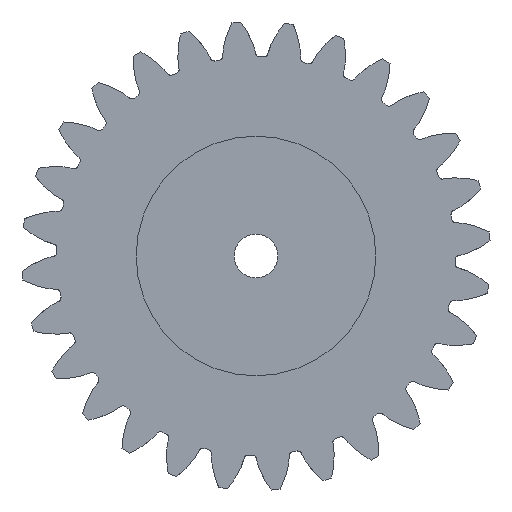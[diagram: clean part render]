
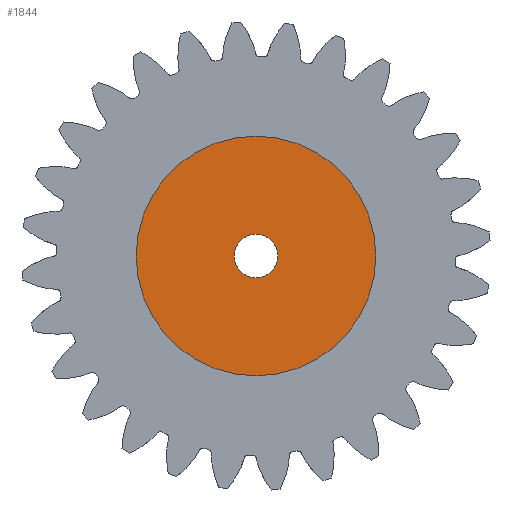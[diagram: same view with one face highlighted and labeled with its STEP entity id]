
A CAD part, front view. The second image highlights one B-rep face of the part: STEP entity #1844.
In plain terms, the highlighted planar face has unit normal (0, -1, 0).
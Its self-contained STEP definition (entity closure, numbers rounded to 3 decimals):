
#1844=ADVANCED_FACE('',(#10186,#10188),#10190,.T.);
#10186=FACE_BOUND('',#10187,.T.);
#10187=EDGE_LOOP('',(#14642));
#10188=FACE_BOUND('',#10189,.T.);
#10189=EDGE_LOOP('',(#14643));
#10190=PLANE('',#10191);
#10191=AXIS2_PLACEMENT_3D('',#10192,#10193,#10194);
#10192=CARTESIAN_POINT('',(0.,-8.125,0.));
#10193=DIRECTION('',(0.,-1.,0.));
#10194=DIRECTION('',(-1.,0.,0.));
#14642=ORIENTED_EDGE('',*,*,#15826,.T.);
#14643=ORIENTED_EDGE('',*,*,#15628,.T.);
#15628=EDGE_CURVE('',#16614,#16614,#16615,.F.);
#15826=EDGE_CURVE('',#17010,#17010,#17011,.T.);
#16614=VERTEX_POINT('',#18195);
#16615=CIRCLE('',#18196,2.1);
#17010=VERTEX_POINT('',#20489);
#17011=CIRCLE('',#20490,11.5);
#18195=CARTESIAN_POINT('',(0.,-8.125,-2.1));
#18196=AXIS2_PLACEMENT_3D('',#18197,#18198,#18199);
#18197=CARTESIAN_POINT('',(0.,-8.125,0.));
#18198=DIRECTION('',(0.,-1.,0.));
#18199=DIRECTION('',(-1.,0.,0.));
#20489=CARTESIAN_POINT('',(-11.5,-8.125,0.));
#20490=AXIS2_PLACEMENT_3D('',#20491,#20492,#20493);
#20491=CARTESIAN_POINT('',(0.,-8.125,0.));
#20492=DIRECTION('',(0.,-1.,0.));
#20493=DIRECTION('',(-1.,0.,0.));
